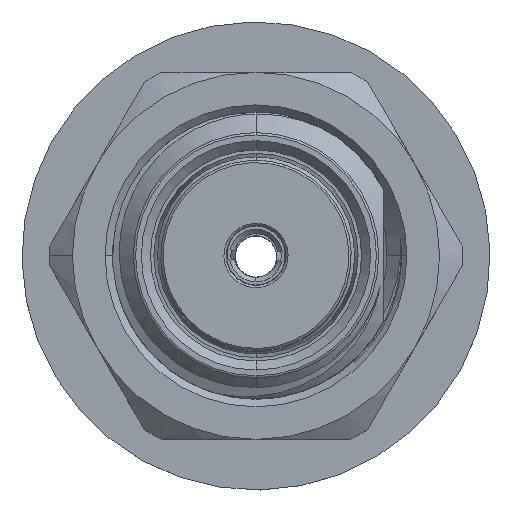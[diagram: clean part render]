
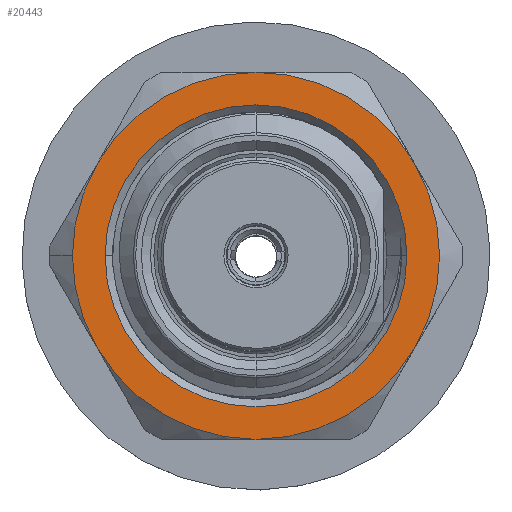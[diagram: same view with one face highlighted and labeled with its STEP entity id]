
A CAD part, top view. The second image highlights one B-rep face of the part: STEP entity #20443.
In plain terms, the highlighted planar face has unit normal (0, 0, 1).
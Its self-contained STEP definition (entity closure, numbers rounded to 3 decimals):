
#67 = DIRECTION ( 'NONE',  ( 0., 0., 1. ) ) ;
#112 = AXIS2_PLACEMENT_3D ( 'NONE', #11171, #11597, #18110 ) ;
#1065 = EDGE_LOOP ( 'NONE', ( #1793, #14388 ) ) ;
#1776 = EDGE_CURVE ( 'NONE', #6802, #19337, #1933, .T. ) ;
#1793 = ORIENTED_EDGE ( 'NONE', *, *, #6067, .T. ) ;
#1933 = CIRCLE ( 'NONE', #6634, 3.29 ) ;
#2093 = CARTESIAN_POINT ( 'NONE',  ( 0., 0., 11.71 ) ) ;
#2358 = AXIS2_PLACEMENT_3D ( 'NONE', #5304, #11751, #5595 ) ;
#2399 = DIRECTION ( 'NONE',  ( 0., 0., -1. ) ) ;
#2696 = FACE_OUTER_BOUND ( 'NONE', #8129, .T. ) ;
#2830 = CARTESIAN_POINT ( 'NONE',  ( 0., 0., 11.71 ) ) ;
#3155 = DIRECTION ( 'NONE',  ( -1., 0., 0. ) ) ;
#3475 = EDGE_CURVE ( 'NONE', #4498, #7847, #17490, .T. ) ;
#3749 = ORIENTED_EDGE ( 'NONE', *, *, #11469, .F. ) ;
#3911 = EDGE_CURVE ( 'NONE', #16270, #9165, #6826, .T. ) ;
#4088 = CIRCLE ( 'NONE', #16281, 4. ) ;
#4193 = DIRECTION ( 'NONE',  ( 0., 0., -1. ) ) ;
#4370 = CARTESIAN_POINT ( 'NONE',  ( 0., -4., 11.71 ) ) ;
#4498 = VERTEX_POINT ( 'NONE', #4370 ) ;
#4616 = AXIS2_PLACEMENT_3D ( 'NONE', #15520, #4193, #12197 ) ;
#4724 = CIRCLE ( 'NONE', #2358, 4. ) ;
#4754 = ORIENTED_EDGE ( 'NONE', *, *, #20370, .F. ) ;
#4978 = CARTESIAN_POINT ( 'NONE',  ( -3.464, 2., 11.71 ) ) ;
#5304 = CARTESIAN_POINT ( 'NONE',  ( 0., 0., 11.71 ) ) ;
#5595 = DIRECTION ( 'NONE',  ( -1., 0., 0. ) ) ;
#6067 = EDGE_CURVE ( 'NONE', #19337, #6802, #16688, .T. ) ;
#6128 = CARTESIAN_POINT ( 'NONE',  ( 0., 0., 11.71 ) ) ;
#6634 = AXIS2_PLACEMENT_3D ( 'NONE', #14816, #16003, #20904 ) ;
#6784 = CARTESIAN_POINT ( 'NONE',  ( -4., 0., 11.71 ) ) ;
#6802 = VERTEX_POINT ( 'NONE', #10697 ) ;
#6815 = CARTESIAN_POINT ( 'NONE',  ( 0., 0., 11.71 ) ) ;
#6826 = CIRCLE ( 'NONE', #112, 4. ) ;
#7215 = ORIENTED_EDGE ( 'NONE', *, *, #13486, .F. ) ;
#7298 = DIRECTION ( 'NONE',  ( 0., 0., -1. ) ) ;
#7523 = DIRECTION ( 'NONE',  ( -1., 0., 0. ) ) ;
#7548 = FACE_BOUND ( 'NONE', #1065, .T. ) ;
#7847 = VERTEX_POINT ( 'NONE', #15904 ) ;
#8052 = CARTESIAN_POINT ( 'NONE',  ( 0., 0., 11.71 ) ) ;
#8129 = EDGE_LOOP ( 'NONE', ( #3749, #4754, #15725, #7215, #9870, #10424, #19504 ) ) ;
#8510 = AXIS2_PLACEMENT_3D ( 'NONE', #6815, #9786, #19592 ) ;
#8584 = VERTEX_POINT ( 'NONE', #11098 ) ;
#9165 = VERTEX_POINT ( 'NONE', #13149 ) ;
#9325 = AXIS2_PLACEMENT_3D ( 'NONE', #8052, #67, #20618 ) ;
#9786 = DIRECTION ( 'NONE',  ( 0., 0., -1. ) ) ;
#9870 = ORIENTED_EDGE ( 'NONE', *, *, #16765, .F. ) ;
#10121 = AXIS2_PLACEMENT_3D ( 'NONE', #18480, #7298, #11856 ) ;
#10321 = AXIS2_PLACEMENT_3D ( 'NONE', #2093, #2399, #15008 ) ;
#10424 = ORIENTED_EDGE ( 'NONE', *, *, #17055, .F. ) ;
#10697 = CARTESIAN_POINT ( 'NONE',  ( -3.29, 0., 11.71 ) ) ;
#11098 = CARTESIAN_POINT ( 'NONE',  ( 3.464, -2., 11.71 ) ) ;
#11171 = CARTESIAN_POINT ( 'NONE',  ( 0., 0., 11.71 ) ) ;
#11216 = DIRECTION ( 'NONE',  ( 0., 0., -1. ) ) ;
#11218 = VERTEX_POINT ( 'NONE', #6784 ) ;
#11469 = EDGE_CURVE ( 'NONE', #8584, #4498, #12021, .T. ) ;
#11597 = DIRECTION ( 'NONE',  ( 0., 0., -1. ) ) ;
#11693 = CIRCLE ( 'NONE', #4616, 4. ) ;
#11751 = DIRECTION ( 'NONE',  ( 0., 0., -1. ) ) ;
#11856 = DIRECTION ( 'NONE',  ( -1., 0., 0. ) ) ;
#11987 = CARTESIAN_POINT ( 'NONE',  ( 0., 4., 11.71 ) ) ;
#12021 = CIRCLE ( 'NONE', #16802, 4. ) ;
#12197 = DIRECTION ( 'NONE',  ( -1., 0., 0. ) ) ;
#13026 = VERTEX_POINT ( 'NONE', #4978 ) ;
#13149 = CARTESIAN_POINT ( 'NONE',  ( 3.464, 2., 11.71 ) ) ;
#13486 = EDGE_CURVE ( 'NONE', #13026, #16270, #4724, .T. ) ;
#13552 = CIRCLE ( 'NONE', #10121, 4. ) ;
#14024 = PLANE ( 'NONE',  #9325 ) ;
#14154 = DIRECTION ( 'NONE',  ( 0., 0., -1. ) ) ;
#14388 = ORIENTED_EDGE ( 'NONE', *, *, #1776, .T. ) ;
#14816 = CARTESIAN_POINT ( 'NONE',  ( 0., 0., 11.71 ) ) ;
#15008 = DIRECTION ( 'NONE',  ( -1., 0., 0. ) ) ;
#15520 = CARTESIAN_POINT ( 'NONE',  ( 0., 0., 11.71 ) ) ;
#15725 = ORIENTED_EDGE ( 'NONE', *, *, #3911, .F. ) ;
#15904 = CARTESIAN_POINT ( 'NONE',  ( -3.464, -2., 11.71 ) ) ;
#16003 = DIRECTION ( 'NONE',  ( 0., 0., -1. ) ) ;
#16270 = VERTEX_POINT ( 'NONE', #11987 ) ;
#16281 = AXIS2_PLACEMENT_3D ( 'NONE', #2830, #14154, #3155 ) ;
#16688 = CIRCLE ( 'NONE', #8510, 3.29 ) ;
#16765 = EDGE_CURVE ( 'NONE', #11218, #13026, #13552, .T. ) ;
#16802 = AXIS2_PLACEMENT_3D ( 'NONE', #6128, #11216, #7523 ) ;
#17055 = EDGE_CURVE ( 'NONE', #7847, #11218, #4088, .T. ) ;
#17490 = CIRCLE ( 'NONE', #10321, 4. ) ;
#18110 = DIRECTION ( 'NONE',  ( -1., 0., 0. ) ) ;
#18480 = CARTESIAN_POINT ( 'NONE',  ( 0., 0., 11.71 ) ) ;
#19337 = VERTEX_POINT ( 'NONE', #20781 ) ;
#19504 = ORIENTED_EDGE ( 'NONE', *, *, #3475, .F. ) ;
#19592 = DIRECTION ( 'NONE',  ( 1., 0., 0. ) ) ;
#20370 = EDGE_CURVE ( 'NONE', #9165, #8584, #11693, .T. ) ;
#20443 = ADVANCED_FACE ( 'NONE', ( #7548, #2696 ), #14024, .T. ) ;
#20618 = DIRECTION ( 'NONE',  ( 1., 0., 0. ) ) ;
#20781 = CARTESIAN_POINT ( 'NONE',  ( 3.29, 0., 11.71 ) ) ;
#20904 = DIRECTION ( 'NONE',  ( 1., 0., 0. ) ) ;
